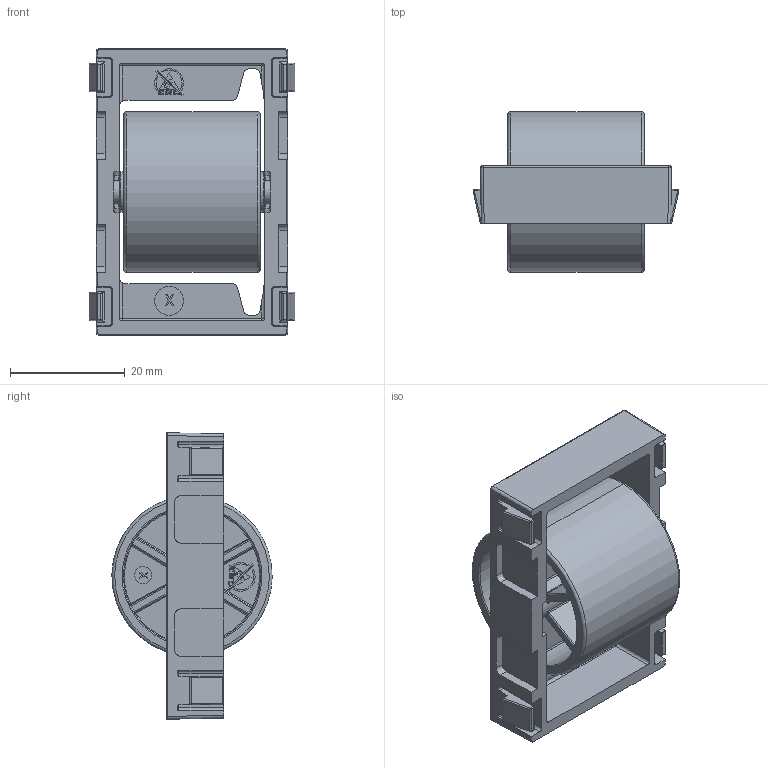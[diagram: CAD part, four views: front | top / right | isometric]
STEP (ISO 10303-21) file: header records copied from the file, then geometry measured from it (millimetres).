
FILE_DESCRIPTION (( 'STEP AP203' ), '1' );
FILE_NAME ('062AER2811.50.STEP', '2015-09-14T12:02:48', ( 'Fath' ), ( 'Hewlett-Packard Company' ), 'SwSTEP 2.0', 'SolidWorks 2014', '' );
FILE_SCHEMA (( 'CONFIG_CONTROL_DESIGN' ));
Length unit declared in the file: millimetre
Products named in the file (4): 062AER91.50_062ACR2891.50; 062AXM_d4 l32; 062RR2891_062RR2811 yellow; 062AER2811.50
Assembly tree (3 placements, depth 2):
  062AER2811.50
    062AER91.50_062ACR2891.50
    062AXM_d4 l32
    062RR2891_062RR2811 yellow
Bounding box: 35.9 x 28 x 49.99 mm (x, y, z)
Volume: 11298.9 mm3; surface area: 13233.8 mm2
Topology: 3 solids, 3 shells, 970 faces, 2455 edges, 1445 vertices
Faces by surface type: plane 380, cylinder 302, sphere 96, bspline 96, torus 92, cone 4
Entity records: 30336 total; most frequent: CARTESIAN_POINT 7686, ORIENTED_EDGE 4742, DIRECTION 4616, EDGE_CURVE 2371, AXIS2_PLACEMENT_3D 1635, VERTEX_POINT 1425, LINE 1346, VECTOR 1346
